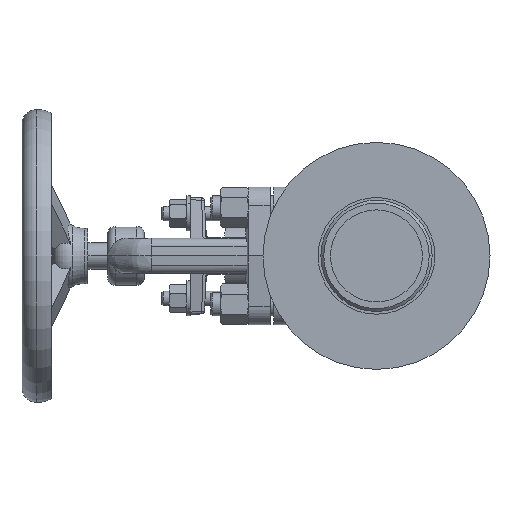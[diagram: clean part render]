
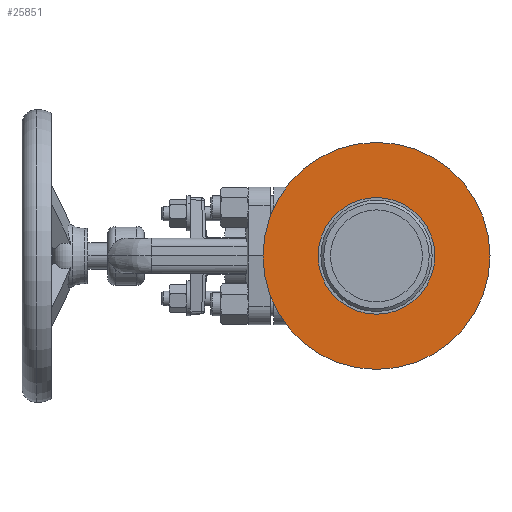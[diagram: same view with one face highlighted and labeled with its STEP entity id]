
A CAD part, left-side view. The second image highlights one B-rep face of the part: STEP entity #25851.
In plain terms, the highlighted planar face has unit normal (-1, 0, 0).
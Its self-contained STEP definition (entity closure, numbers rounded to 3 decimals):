
#347 = CIRCLE ( 'NONE', #1795, 77.5 ) ;
#439 = AXIS2_PLACEMENT_3D ( 'NONE', #14724, #2390, #16772 ) ;
#1356 = EDGE_LOOP ( 'NONE', ( #16451, #1545 ) ) ;
#1545 = ORIENTED_EDGE ( 'NONE', *, *, #17805, .T. ) ;
#1795 = AXIS2_PLACEMENT_3D ( 'NONE', #25481, #23970, #25923 ) ;
#1919 = DIRECTION ( 'NONE',  ( 0., -1., 0. ) ) ;
#2095 = CARTESIAN_POINT ( 'NONE',  ( -128., -70., -77.5 ) ) ;
#2390 = DIRECTION ( 'NONE',  ( 1., 0., 0. ) ) ;
#2858 = AXIS2_PLACEMENT_3D ( 'NONE', #11161, #25473, #13235 ) ;
#3043 = PLANE ( 'NONE',  #11105 ) ;
#3954 = DIRECTION ( 'NONE',  ( 1., 0., 0. ) ) ;
#5109 = DIRECTION ( 'NONE',  ( -1., 0., 0. ) ) ;
#8920 = ORIENTED_EDGE ( 'NONE', *, *, #21935, .F. ) ;
#8989 = ORIENTED_EDGE ( 'NONE', *, *, #9359, .F. ) ;
#9141 = VERTEX_POINT ( 'NONE', #23036 ) ;
#9331 = CIRCLE ( 'NONE', #26036, 39.837 ) ;
#9359 = EDGE_CURVE ( 'NONE', #13649, #12250, #347, .T. ) ;
#9770 = EDGE_CURVE ( 'NONE', #9141, #17250, #9331, .T. ) ;
#11105 = AXIS2_PLACEMENT_3D ( 'NONE', #13334, #5109, #19498 ) ;
#11161 = CARTESIAN_POINT ( 'NONE',  ( -128., -70., 0. ) ) ;
#11662 = FACE_BOUND ( 'NONE', #1356, .T. ) ;
#12250 = VERTEX_POINT ( 'NONE', #2095 ) ;
#12679 = CARTESIAN_POINT ( 'NONE',  ( -128., -30.163, 0. ) ) ;
#13235 = DIRECTION ( 'NONE',  ( 0., -1., 0. ) ) ;
#13334 = CARTESIAN_POINT ( 'NONE',  ( -128., -32., 0. ) ) ;
#13649 = VERTEX_POINT ( 'NONE', #21423 ) ;
#14627 = CIRCLE ( 'NONE', #2858, 39.837 ) ;
#14724 = CARTESIAN_POINT ( 'NONE',  ( -128., -70., 0. ) ) ;
#15910 = CIRCLE ( 'NONE', #439, 77.5 ) ;
#16451 = ORIENTED_EDGE ( 'NONE', *, *, #9770, .T. ) ;
#16772 = DIRECTION ( 'NONE',  ( 0., -1., 0. ) ) ;
#17250 = VERTEX_POINT ( 'NONE', #12679 ) ;
#17805 = EDGE_CURVE ( 'NONE', #17250, #9141, #14627, .T. ) ;
#18358 = CARTESIAN_POINT ( 'NONE',  ( -128., -70., 0. ) ) ;
#19310 = EDGE_LOOP ( 'NONE', ( #8920, #8989 ) ) ;
#19498 = DIRECTION ( 'NONE',  ( 0., -1., 0. ) ) ;
#21423 = CARTESIAN_POINT ( 'NONE',  ( -128., -70., 77.5 ) ) ;
#21935 = EDGE_CURVE ( 'NONE', #12250, #13649, #15910, .T. ) ;
#22542 = FACE_OUTER_BOUND ( 'NONE', #19310, .T. ) ;
#23036 = CARTESIAN_POINT ( 'NONE',  ( -128., -109.837, 0. ) ) ;
#23970 = DIRECTION ( 'NONE',  ( 1., 0., 0. ) ) ;
#25473 = DIRECTION ( 'NONE',  ( 1., 0., 0. ) ) ;
#25481 = CARTESIAN_POINT ( 'NONE',  ( -128., -70., 0. ) ) ;
#25851 = ADVANCED_FACE ( 'NONE', ( #22542, #11662 ), #3043, .T. ) ;
#25923 = DIRECTION ( 'NONE',  ( 0., -1., 0. ) ) ;
#26036 = AXIS2_PLACEMENT_3D ( 'NONE', #18358, #3954, #1919 ) ;
